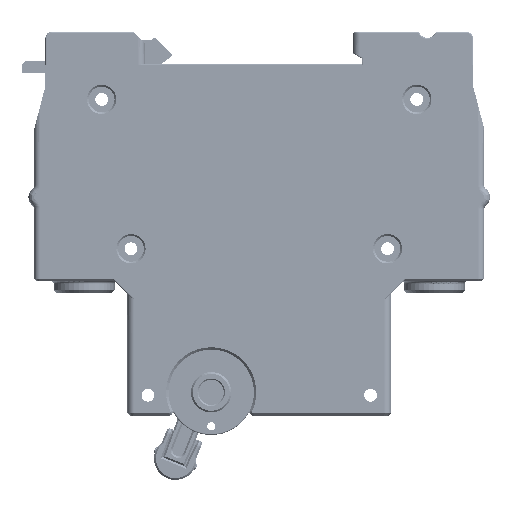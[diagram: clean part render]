
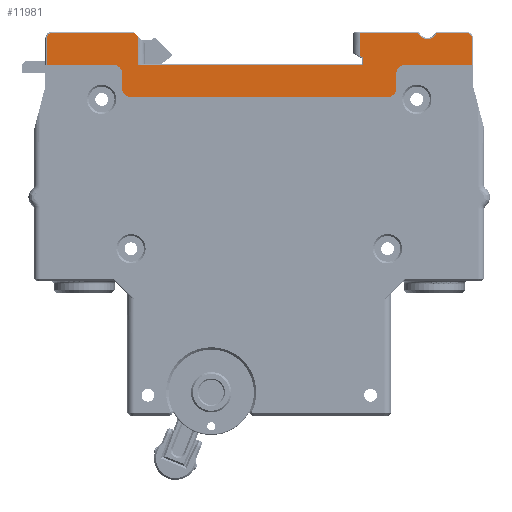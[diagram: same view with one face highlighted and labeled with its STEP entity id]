
A CAD part, front view. The second image highlights one B-rep face of the part: STEP entity #11981.
In plain terms, the highlighted planar face has unit normal (0, -1, 0).
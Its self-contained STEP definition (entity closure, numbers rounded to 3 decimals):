
#22=DIRECTION('',(1.,0.,0.));
#23=VECTOR('',#22,38.4);
#24=CARTESIAN_POINT('',(-20.7,0.,-211.933));
#25=LINE('',#24,#23);
#26=DIRECTION('',(0.,0.,-1.));
#27=VECTOR('',#26,1.315);
#28=CARTESIAN_POINT('',(17.7,0.,-210.618));
#29=LINE('',#28,#27);
#30=DIRECTION('',(0.866,0.,-0.5));
#31=VECTOR('',#30,0.577);
#32=CARTESIAN_POINT('',(17.2,0.,-210.329));
#33=LINE('',#32,#31);
#34=DIRECTION('',(0.,0.,-1.));
#35=VECTOR('',#34,3.896);
#36=CARTESIAN_POINT('',(17.2,0.,-206.433));
#37=LINE('',#36,#35);
#38=DIRECTION('',(1.,0.,0.));
#39=VECTOR('',#38,9.951);
#40=CARTESIAN_POINT('',(17.2,0.,-206.433));
#41=LINE('',#40,#39);
#42=CARTESIAN_POINT('',(28.7,0.,-205.733));
#43=DIRECTION('',(0.,1.,0.));
#44=DIRECTION('',(0.911,0.,-0.412));
#45=AXIS2_PLACEMENT_3D('',#42,#43,#44);
#47=DIRECTION('',(-1.,0.,0.));
#48=VECTOR('',#47,5.251);
#49=CARTESIAN_POINT('',(35.5,0.,-206.433));
#50=LINE('',#49,#48);
#51=CARTESIAN_POINT('',(35.5,0.,-207.233));
#52=DIRECTION('',(0.,-1.,0.));
#53=DIRECTION('',(1.,0.,0.));
#54=AXIS2_PLACEMENT_3D('',#51,#52,#53);
#56=DIRECTION('',(0.,0.,1.));
#57=VECTOR('',#56,4.6);
#58=CARTESIAN_POINT('',(36.3,0.,-211.833));
#59=LINE('',#58,#57);
#60=DIRECTION('',(-1.,0.,0.));
#61=VECTOR('',#60,11.4);
#62=CARTESIAN_POINT('',(36.3,0.,-211.833));
#63=LINE('',#62,#61);
#64=CARTESIAN_POINT('',(24.9,0.,-213.333));
#65=DIRECTION('',(0.,-1.,0.));
#66=DIRECTION('',(0.,0.,1.));
#67=AXIS2_PLACEMENT_3D('',#64,#65,#66);
#69=DIRECTION('',(0.,0.,-1.));
#70=VECTOR('',#69,2.5);
#71=CARTESIAN_POINT('',(23.4,0.,-213.333));
#72=LINE('',#71,#70);
#73=CARTESIAN_POINT('',(21.9,0.,-215.833));
#74=DIRECTION('',(0.,-1.,0.));
#75=DIRECTION('',(0.,0.,-1.));
#76=AXIS2_PLACEMENT_3D('',#73,#74,#75);
#78=DIRECTION('',(-1.,0.,0.));
#79=VECTOR('',#78,43.8);
#80=CARTESIAN_POINT('',(21.9,0.,-217.333));
#81=LINE('',#80,#79);
#82=CARTESIAN_POINT('',(-21.9,0.,-215.833));
#83=DIRECTION('',(0.,-1.,0.));
#84=DIRECTION('',(-1.,0.,0.));
#85=AXIS2_PLACEMENT_3D('',#82,#83,#84);
#87=DIRECTION('',(0.,0.,1.));
#88=VECTOR('',#87,2.5);
#89=CARTESIAN_POINT('',(-23.4,0.,-215.833));
#90=LINE('',#89,#88);
#91=CARTESIAN_POINT('',(-24.9,0.,-213.333));
#92=DIRECTION('',(0.,-1.,0.));
#93=DIRECTION('',(1.,0.,0.));
#94=AXIS2_PLACEMENT_3D('',#91,#92,#93);
#96=DIRECTION('',(-1.,0.,0.));
#97=VECTOR('',#96,11.4);
#98=CARTESIAN_POINT('',(-24.9,0.,-211.833));
#99=LINE('',#98,#97);
#100=DIRECTION('',(0.,0.,-1.));
#101=VECTOR('',#100,4.5);
#102=CARTESIAN_POINT('',(-36.3,0.,-207.333));
#103=LINE('',#102,#101);
#104=CARTESIAN_POINT('',(-35.4,0.,-207.333));
#105=DIRECTION('',(0.,-1.,0.));
#106=DIRECTION('',(0.,0.,1.));
#107=AXIS2_PLACEMENT_3D('',#104,#105,#106);
#109=DIRECTION('',(-1.,0.,0.));
#110=VECTOR('',#109,14.1);
#111=CARTESIAN_POINT('',(-21.3,0.,-206.433));
#112=LINE('',#111,#110);
#113=DIRECTION('',(0.707,0.,-0.707));
#114=VECTOR('',#113,0.849);
#115=CARTESIAN_POINT('',(-21.3,0.,-206.433));
#116=LINE('',#115,#114);
#6102=DIRECTION('',(0.,0.,1.));
#6103=VECTOR('',#6102,4.9);
#6104=CARTESIAN_POINT('',(-20.7,0.,-211.933));
#6105=LINE('',#6104,#6103);
#6110=CARTESIAN_POINT('',(-21.3,0.,-206.433));
#6116=CARTESIAN_POINT('',(-20.7,0.,-207.033));
#6350=CARTESIAN_POINT('',(17.2,0.,
-210.329));
#10312=CARTESIAN_POINT('',(21.9,0.,-217.333));
#10313=CARTESIAN_POINT('',(-21.9,0.,-217.333));
#10314=VERTEX_POINT('',#10312);
#10315=VERTEX_POINT('',#10313);
#10608=VERTEX_POINT('',#6116);
#10656=CARTESIAN_POINT('',(24.9,0.,-211.833));
#10657=CARTESIAN_POINT('',(23.4,0.,-213.333));
#10658=VERTEX_POINT('',#10656);
#10659=VERTEX_POINT('',#10657);
#10660=CARTESIAN_POINT('',(23.4,0.,-215.833));
#10661=VERTEX_POINT('',#10660);
#10662=CARTESIAN_POINT('',(-23.4,0.,-215.833));
#10663=VERTEX_POINT('',#10662);
#10664=CARTESIAN_POINT('',(-23.4,0.,-213.333));
#10665=VERTEX_POINT('',#10664);
#10666=CARTESIAN_POINT('',(-24.9,0.,-211.833));
#10667=VERTEX_POINT('',#10666);
#11041=CARTESIAN_POINT('',(36.3,0.,-211.833));
#11043=VERTEX_POINT('',#11041);
#11044=CARTESIAN_POINT('',(36.3,0.,-207.233));
#11045=VERTEX_POINT('',#11044);
#11048=CARTESIAN_POINT('',(35.5,0.,-206.433));
#11049=VERTEX_POINT('',#11048);
#11054=CARTESIAN_POINT('',(30.249,0.,-206.433));
#11055=VERTEX_POINT('',#11054);
#11061=CARTESIAN_POINT('',(17.2,0.,-206.433));
#11062=VERTEX_POINT('',#11061);
#11063=CARTESIAN_POINT('',(27.151,0.,-206.433));
#11064=VERTEX_POINT('',#11063);
#11079=CARTESIAN_POINT('',(-36.3,0.,-211.833));
#11081=VERTEX_POINT('',#11079);
#11085=CARTESIAN_POINT('',(-36.3,0.,-207.333));
#11086=VERTEX_POINT('',#11085);
#11087=CARTESIAN_POINT('',(-35.4,0.,-206.433));
#11088=VERTEX_POINT('',#11087);
#11092=VERTEX_POINT('',#6110);
#11105=CARTESIAN_POINT('',(-20.7,0.,-211.933));
#11106=CARTESIAN_POINT('',(17.7,0.,-211.933));
#11107=VERTEX_POINT('',#11105);
#11108=VERTEX_POINT('',#11106);
#11109=CARTESIAN_POINT('',(17.7,0.,-210.618));
#11110=VERTEX_POINT('',#11109);
#11121=VERTEX_POINT('',#6350);
#11928=CARTESIAN_POINT('',(0.,0.,0.));
#11929=DIRECTION('',(0.,1.,0.));
#11930=DIRECTION('',(1.,0.,0.));
#11931=AXIS2_PLACEMENT_3D('',#11928,#11929,#11930);
#11932=PLANE('',#11931);
#11934=ORIENTED_EDGE('',*,*,#11933,.T.);
#11936=ORIENTED_EDGE('',*,*,#11935,.F.);
#11938=ORIENTED_EDGE('',*,*,#11937,.F.);
#11940=ORIENTED_EDGE('',*,*,#11939,.F.);
#11942=ORIENTED_EDGE('',*,*,#11941,.T.);
#11944=ORIENTED_EDGE('',*,*,#11943,.F.);
#11946=ORIENTED_EDGE('',*,*,#11945,.F.);
#11948=ORIENTED_EDGE('',*,*,#11947,.F.);
#11950=ORIENTED_EDGE('',*,*,#11949,.F.);
#11952=ORIENTED_EDGE('',*,*,#11951,.T.);
#11954=ORIENTED_EDGE('',*,*,#11953,.T.);
#11956=ORIENTED_EDGE('',*,*,#11955,.T.);
#11958=ORIENTED_EDGE('',*,*,#11957,.F.);
#11960=ORIENTED_EDGE('',*,*,#11959,.T.);
#11962=ORIENTED_EDGE('',*,*,#11961,.F.);
#11964=ORIENTED_EDGE('',*,*,#11963,.T.);
#11966=ORIENTED_EDGE('',*,*,#11965,.T.);
#11968=ORIENTED_EDGE('',*,*,#11967,.T.);
#11970=ORIENTED_EDGE('',*,*,#11969,.F.);
#11972=ORIENTED_EDGE('',*,*,#11971,.F.);
#11974=ORIENTED_EDGE('',*,*,#11973,.F.);
#11976=ORIENTED_EDGE('',*,*,#11975,.T.);
#11978=ORIENTED_EDGE('',*,*,#11977,.F.);
#11979=EDGE_LOOP('',(#11934,#11936,#11938,#11940,#11942,#11944,#11946,#11948,
#11950,#11952,#11954,#11956,#11958,#11960,#11962,#11964,#11966,#11968,#11970,
#11972,#11974,#11976,#11978));
#11980=FACE_OUTER_BOUND('',#11979,.F.);
#11981=ADVANCED_FACE('',(#11980),#11932,.F.);
#46=CIRCLE('',#45,1.7);
#55=CIRCLE('',#54,0.8);
#68=CIRCLE('',#67,1.5);
#77=CIRCLE('',#76,1.5);
#86=CIRCLE('',#85,1.5);
#95=CIRCLE('',#94,1.5);
#108=CIRCLE('',#107,0.9);
#11933=EDGE_CURVE('',#11107,#11108,#25,.T.);
#11935=EDGE_CURVE('',#11110,#11108,#29,.T.);
#11937=EDGE_CURVE('',#11121,#11110,#33,.T.);
#11939=EDGE_CURVE('',#11062,#11121,#37,.T.);
#11941=EDGE_CURVE('',#11062,#11064,#41,.T.);
#11943=EDGE_CURVE('',#11055,#11064,#46,.T.);
#11945=EDGE_CURVE('',#11049,#11055,#50,.T.);
#11947=EDGE_CURVE('',#11045,#11049,#55,.T.);
#11949=EDGE_CURVE('',#11043,#11045,#59,.T.);
#11951=EDGE_CURVE('',#11043,#10658,#63,.T.);
#11953=EDGE_CURVE('',#10658,#10659,#68,.T.);
#11955=EDGE_CURVE('',#10659,#10661,#72,.T.);
#11957=EDGE_CURVE('',#10314,#10661,#77,.T.);
#11959=EDGE_CURVE('',#10314,#10315,#81,.T.);
#11961=EDGE_CURVE('',#10663,#10315,#86,.T.);
#11963=EDGE_CURVE('',#10663,#10665,#90,.T.);
#11965=EDGE_CURVE('',#10665,#10667,#95,.T.);
#11967=EDGE_CURVE('',#10667,#11081,#99,.T.);
#11969=EDGE_CURVE('',#11086,#11081,#103,.T.);
#11971=EDGE_CURVE('',#11088,#11086,#108,.T.);
#11973=EDGE_CURVE('',#11092,#11088,#112,.T.);
#11975=EDGE_CURVE('',#11092,#10608,#116,.T.);
#11977=EDGE_CURVE('',#11107,#10608,#6105,.T.);
